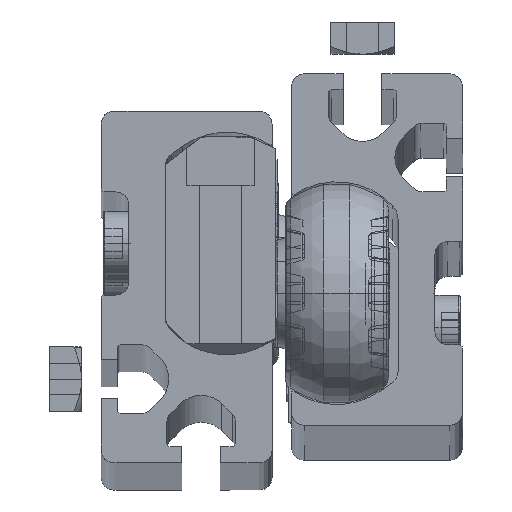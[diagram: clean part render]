
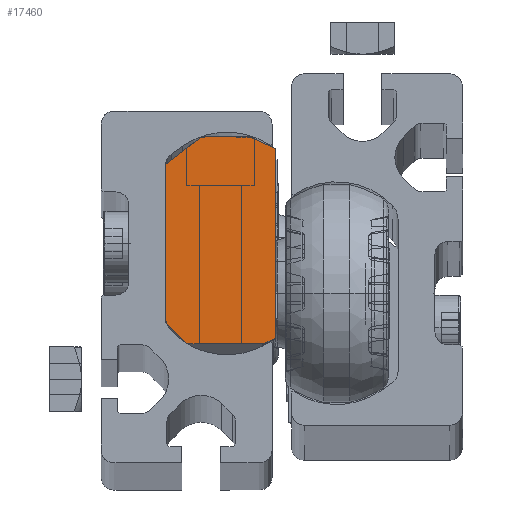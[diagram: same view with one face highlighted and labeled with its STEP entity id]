
A CAD part, top view. The second image highlights one B-rep face of the part: STEP entity #17460.
In plain terms, the highlighted face is planar.
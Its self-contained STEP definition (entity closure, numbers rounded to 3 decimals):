
#486 = LINE ( 'NONE', #9695, #12414 ) ;
#748 = ORIENTED_EDGE ( 'NONE', *, *, #2259, .T. ) ;
#991 = DIRECTION ( 'NONE',  ( 0., -0.707, -0.707 ) ) ;
#1061 = VERTEX_POINT ( 'NONE', #12116 ) ;
#1245 = CARTESIAN_POINT ( 'NONE',  ( 19., -15.5, -6.7 ) ) ;
#1356 = LINE ( 'NONE', #23290, #9108 ) ;
#1840 = CARTESIAN_POINT ( 'NONE',  ( 19., 14.681, -8.5 ) ) ;
#1924 = DIRECTION ( 'NONE',  ( -1., 0., 0. ) ) ;
#2228 = AXIS2_PLACEMENT_3D ( 'NONE', #12436, #1924, #14723 ) ;
#2246 = VERTEX_POINT ( 'NONE', #22239 ) ;
#2259 = EDGE_CURVE ( 'NONE', #22642, #2246, #14760, .T. ) ;
#2539 = CARTESIAN_POINT ( 'NONE',  ( 19., -14.661, -8.5 ) ) ;
#2650 = CARTESIAN_POINT ( 'NONE',  ( 19., 12.203, 8.5 ) ) ;
#2826 = ORIENTED_EDGE ( 'NONE', *, *, #22514, .F. ) ;
#3724 = ORIENTED_EDGE ( 'NONE', *, *, #14920, .F. ) ;
#3729 = VERTEX_POINT ( 'NONE', #1245 ) ;
#3912 = VECTOR ( 'NONE', #20867, 1000. ) ;
#4728 = VECTOR ( 'NONE', #16228, 1000. ) ;
#5116 = ORIENTED_EDGE ( 'NONE', *, *, #10286, .F. ) ;
#5339 = LINE ( 'NONE', #19975, #11182 ) ;
#5693 = LINE ( 'NONE', #17086, #20445 ) ;
#5962 = DIRECTION ( 'NONE',  ( 0., -0.423, -0.906 ) ) ;
#7569 = LINE ( 'NONE', #1840, #10553 ) ;
#8169 = CARTESIAN_POINT ( 'NONE',  ( 19., -12.2, 8.5 ) ) ;
#8398 = EDGE_CURVE ( 'NONE', #1061, #11351, #7569, .T. ) ;
#9108 = VECTOR ( 'NONE', #12099, 1000. ) ;
#9695 = CARTESIAN_POINT ( 'NONE',  ( 19., 16.5, -4.6 ) ) ;
#10286 = EDGE_CURVE ( 'NONE', #11351, #3729, #17028, .T. ) ;
#10553 = VECTOR ( 'NONE', #20289, 1000. ) ;
#11182 = VECTOR ( 'NONE', #21676, 1000. ) ;
#11351 = VERTEX_POINT ( 'NONE', #2539 ) ;
#12099 = DIRECTION ( 'NONE',  ( 0., 1., 0. ) ) ;
#12116 = CARTESIAN_POINT ( 'NONE',  ( 19., 14.681, -8.5 ) ) ;
#12414 = VECTOR ( 'NONE', #5962, 1000. ) ;
#12436 = CARTESIAN_POINT ( 'NONE',  ( 19., 1.5, 22.2 ) ) ;
#13003 = DIRECTION ( 'NONE',  ( 0., 0.616, -0.788 ) ) ;
#13850 = VECTOR ( 'NONE', #991, 1000. ) ;
#14061 = CARTESIAN_POINT ( 'NONE',  ( 19., 16.5, -4.6 ) ) ;
#14723 = DIRECTION ( 'NONE',  ( 0., 0., 1. ) ) ;
#14760 = LINE ( 'NONE', #14884, #4728 ) ;
#14790 = VERTEX_POINT ( 'NONE', #8169 ) ;
#14872 = ORIENTED_EDGE ( 'NONE', *, *, #23449, .F. ) ;
#14884 = CARTESIAN_POINT ( 'NONE',  ( 19., 16.5, -4.6 ) ) ;
#14920 = EDGE_CURVE ( 'NONE', #14790, #20706, #1356, .T. ) ;
#15038 = LINE ( 'NONE', #17414, #13850 ) ;
#16228 = DIRECTION ( 'NONE',  ( 0., 0., 1. ) ) ;
#16888 = ORIENTED_EDGE ( 'NONE', *, *, #21306, .T. ) ;
#17028 = LINE ( 'NONE', #22332, #3912 ) ;
#17086 = CARTESIAN_POINT ( 'NONE',  ( 19., 12.203, 8.5 ) ) ;
#17414 = CARTESIAN_POINT ( 'NONE',  ( 19., -12.2, 8.5 ) ) ;
#17460 = ADVANCED_FACE ( 'NONE', ( #21844 ), #18352, .F. ) ;
#17612 = CARTESIAN_POINT ( 'NONE',  ( 19., -15.5, 5.2 ) ) ;
#18352 = PLANE ( 'NONE',  #2228 ) ;
#18989 = VERTEX_POINT ( 'NONE', #17612 ) ;
#19975 = CARTESIAN_POINT ( 'NONE',  ( 19., -15.5, 5.2 ) ) ;
#20078 = ORIENTED_EDGE ( 'NONE', *, *, #21427, .T. ) ;
#20289 = DIRECTION ( 'NONE',  ( 0., -1., 0. ) ) ;
#20346 = ORIENTED_EDGE ( 'NONE', *, *, #8398, .F. ) ;
#20445 = VECTOR ( 'NONE', #13003, 1000. ) ;
#20706 = VERTEX_POINT ( 'NONE', #2650 ) ;
#20867 = DIRECTION ( 'NONE',  ( 0., -0.423, 0.906 ) ) ;
#21306 = EDGE_CURVE ( 'NONE', #18989, #3729, #5339, .T. ) ;
#21427 = EDGE_CURVE ( 'NONE', #14790, #18989, #15038, .T. ) ;
#21676 = DIRECTION ( 'NONE',  ( 0., 0., -1. ) ) ;
#21844 = FACE_OUTER_BOUND ( 'NONE', #23672, .T. ) ;
#22239 = CARTESIAN_POINT ( 'NONE',  ( 19., 16.5, 3. ) ) ;
#22332 = CARTESIAN_POINT ( 'NONE',  ( 19., -14.661, -8.5 ) ) ;
#22514 = EDGE_CURVE ( 'NONE', #20706, #2246, #5693, .T. ) ;
#22642 = VERTEX_POINT ( 'NONE', #14061 ) ;
#23290 = CARTESIAN_POINT ( 'NONE',  ( 19., -12.2, 8.5 ) ) ;
#23449 = EDGE_CURVE ( 'NONE', #22642, #1061, #486, .T. ) ;
#23672 = EDGE_LOOP ( 'NONE', ( #2826, #3724, #20078, #16888, #5116, #20346, #14872, #748 ) ) ;
